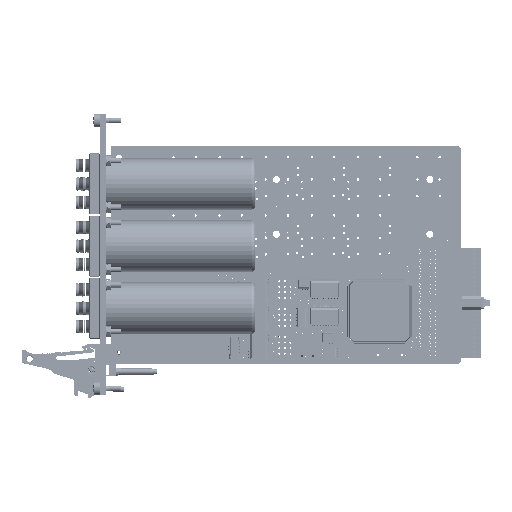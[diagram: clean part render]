
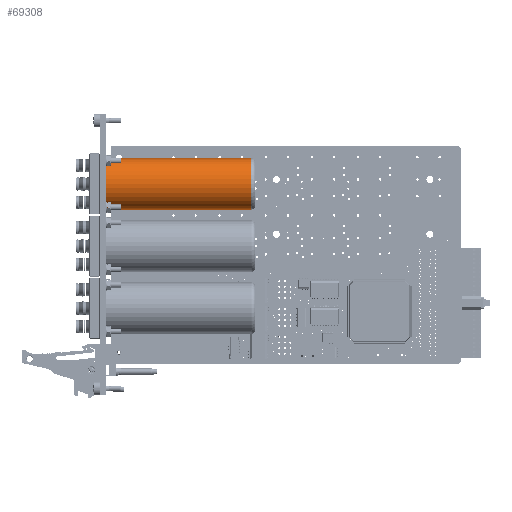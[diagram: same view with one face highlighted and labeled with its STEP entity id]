
A CAD part, top view. The second image highlights one B-rep face of the part: STEP entity #69308.
In plain terms, the highlighted cylindrical face has radius 11.8 mm (diameter 23.6 mm), a full revolution.
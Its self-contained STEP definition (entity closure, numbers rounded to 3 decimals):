
#6394 = CARTESIAN_POINT ( 'NONE',  ( -110.37, 50.023, 28.681 ) ) ;
#11575 = EDGE_LOOP ( 'NONE', ( #110737 ) ) ;
#11591 = EDGE_LOOP ( 'NONE', ( #110700 ) ) ;
#26827 = AXIS2_PLACEMENT_3D ( 'NONE', #214770, #214771, #214783 ) ;
#69308 = ADVANCED_FACE ( 'NONE', ( #125120, #125131 ), #125166, .T. ) ;
#91823 = VERTEX_POINT ( 'NONE', #6394 ) ;
#92168 = CARTESIAN_POINT ( 'NONE',  ( -41.17, 50.023, 16.881 ) ) ;
#92169 = DIRECTION ( 'NONE',  ( -1., 0., 0. ) ) ;
#92170 = DIRECTION ( 'NONE',  ( 0., 0., -1. ) ) ;
#97990 = EDGE_CURVE ( 'NONE', #232711, #232711, #185129, .T. ) ;
#110700 = ORIENTED_EDGE ( 'NONE', *, *, #97990, .T. ) ;
#110737 = ORIENTED_EDGE ( 'NONE', *, *, #137687, .T. ) ;
#112266 = CARTESIAN_POINT ( 'NONE',  ( -110.37, 50.023, 16.881 ) ) ;
#112271 = DIRECTION ( 'NONE',  ( 1., 0., 0. ) ) ;
#112277 = DIRECTION ( 'NONE',  ( 0., 0., 1. ) ) ;
#124018 = AXIS2_PLACEMENT_3D ( 'NONE', #112266, #112271, #112277 ) ;
#125120 = FACE_OUTER_BOUND ( 'NONE', #11591, .T. ) ;
#125131 = FACE_OUTER_BOUND ( 'NONE', #11575, .T. ) ;
#125166 = CYLINDRICAL_SURFACE ( 'NONE', #26827, 11.8 ) ;
#137687 = EDGE_CURVE ( 'NONE', #91823, #91823, #175577, .T. ) ;
#144261 = AXIS2_PLACEMENT_3D ( 'NONE', #92168, #92169, #92170 ) ;
#165684 = CARTESIAN_POINT ( 'NONE',  ( -41.17, 50.023, 5.081 ) ) ;
#175577 = CIRCLE ( 'NONE', #124018, 11.8 ) ;
#185129 = CIRCLE ( 'NONE', #144261, 11.8 ) ;
#214770 = CARTESIAN_POINT ( 'NONE',  ( -39.17, 50.023, 16.881 ) ) ;
#214771 = DIRECTION ( 'NONE',  ( -1., 0., 0. ) ) ;
#214783 = DIRECTION ( 'NONE',  ( 0., 0., 1. ) ) ;
#232711 = VERTEX_POINT ( 'NONE', #165684 ) ;
